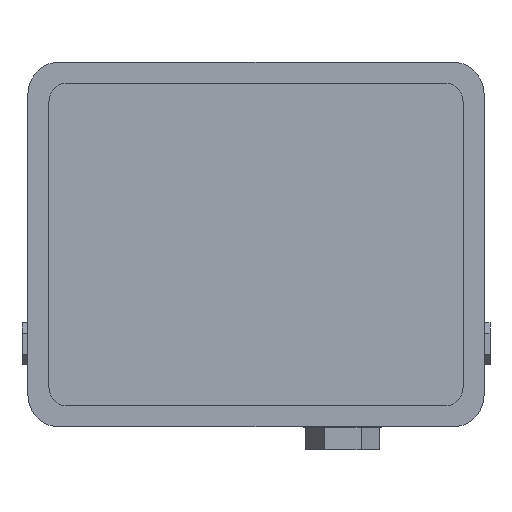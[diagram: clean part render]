
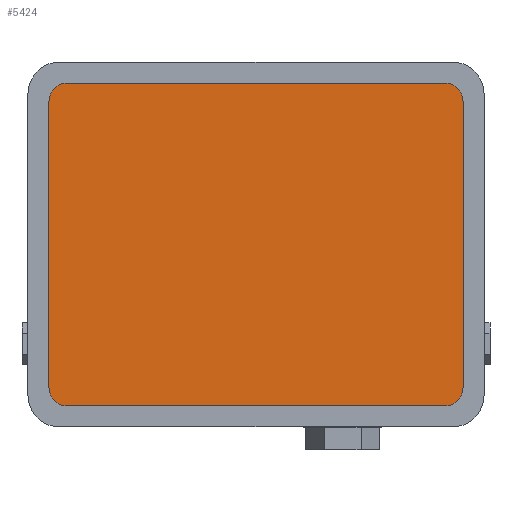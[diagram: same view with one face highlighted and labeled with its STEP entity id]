
A CAD part, top view. The second image highlights one B-rep face of the part: STEP entity #5424.
In plain terms, the highlighted planar face has unit normal (0, 0, 1).
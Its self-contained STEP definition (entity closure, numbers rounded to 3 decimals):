
#81 = EDGE_CURVE ( 'NONE', #4770, #7393, #2687, .T. ) ;
#109 = AXIS2_PLACEMENT_3D ( 'NONE', #1736, #7658, #2628 ) ;
#147 = AXIS2_PLACEMENT_3D ( 'NONE', #2035, #7120, #2704 ) ;
#253 = CARTESIAN_POINT ( 'NONE',  ( 41.4, -35.4, 1.1 ) ) ;
#292 = EDGE_CURVE ( 'NONE', #5427, #5561, #10518, .T. ) ;
#953 = EDGE_CURVE ( 'NONE', #3817, #4770, #4532, .T. ) ;
#1004 = DIRECTION ( 'NONE',  ( 0., 0., 1. ) ) ;
#1013 = LINE ( 'NONE', #6062, #4497 ) ;
#1046 = EDGE_LOOP ( 'NONE', ( #9831, #7551, #5466, #6985, #5147, #6617, #6146, #2775 ) ) ;
#1085 = CARTESIAN_POINT ( 'NONE',  ( 45.4, 31.4, 1.1 ) ) ;
#1174 = VECTOR ( 'NONE', #7785, 1000. ) ;
#1714 = CARTESIAN_POINT ( 'NONE',  ( 45.4, -31.4, 1.1 ) ) ;
#1715 = EDGE_CURVE ( 'NONE', #10086, #5427, #3480, .T. ) ;
#1724 = VECTOR ( 'NONE', #9036, 1000. ) ;
#1736 = CARTESIAN_POINT ( 'NONE',  ( 41.4, -31.4, 1.1 ) ) ;
#1780 = EDGE_CURVE ( 'NONE', #3023, #3817, #6734, .T. ) ;
#1850 = EDGE_CURVE ( 'NONE', #2680, #10086, #1013, .T. ) ;
#1866 = DIRECTION ( 'NONE',  ( 1., 0., 0. ) ) ;
#2035 = CARTESIAN_POINT ( 'NONE',  ( 41.4, 31.4, 1.1 ) ) ;
#2170 = CARTESIAN_POINT ( 'NONE',  ( 45.4, 31.4, 1.1 ) ) ;
#2415 = CIRCLE ( 'NONE', #8958, 4. ) ;
#2628 = DIRECTION ( 'NONE',  ( -1., 0., 0. ) ) ;
#2680 = VERTEX_POINT ( 'NONE', #5505 ) ;
#2687 = LINE ( 'NONE', #7667, #1174 ) ;
#2704 = DIRECTION ( 'NONE',  ( -1., 0., 0. ) ) ;
#2775 = ORIENTED_EDGE ( 'NONE', *, *, #81, .T. ) ;
#3023 = VERTEX_POINT ( 'NONE', #7114 ) ;
#3278 = CARTESIAN_POINT ( 'NONE',  ( -45.4, -31.4, 1.1 ) ) ;
#3316 = FACE_OUTER_BOUND ( 'NONE', #1046, .T. ) ;
#3480 = CIRCLE ( 'NONE', #109, 4. ) ;
#3737 = CARTESIAN_POINT ( 'NONE',  ( -41.4, 31.4, 1.1 ) ) ;
#3817 = VERTEX_POINT ( 'NONE', #5926 ) ;
#4395 = DIRECTION ( 'NONE',  ( -1., 0., 0. ) ) ;
#4497 = VECTOR ( 'NONE', #1866, 1000. ) ;
#4532 = CIRCLE ( 'NONE', #10187, 4. ) ;
#4679 = EDGE_CURVE ( 'NONE', #7393, #2680, #2415, .T. ) ;
#4770 = VERTEX_POINT ( 'NONE', #8151 ) ;
#5147 = ORIENTED_EDGE ( 'NONE', *, *, #6777, .T. ) ;
#5424 = ADVANCED_FACE ( 'NONE', ( #3316 ), #6747, .F. ) ;
#5427 = VERTEX_POINT ( 'NONE', #1714 ) ;
#5466 = ORIENTED_EDGE ( 'NONE', *, *, #1715, .T. ) ;
#5505 = CARTESIAN_POINT ( 'NONE',  ( -41.4, -35.4, 1.1 ) ) ;
#5561 = VERTEX_POINT ( 'NONE', #1085 ) ;
#5926 = CARTESIAN_POINT ( 'NONE',  ( -41.4, 35.4, 1.1 ) ) ;
#6062 = CARTESIAN_POINT ( 'NONE',  ( 41.4, -35.4, 1.1 ) ) ;
#6101 = AXIS2_PLACEMENT_3D ( 'NONE', #10115, #6698, #9303 ) ;
#6146 = ORIENTED_EDGE ( 'NONE', *, *, #953, .T. ) ;
#6617 = ORIENTED_EDGE ( 'NONE', *, *, #1780, .T. ) ;
#6683 = DIRECTION ( 'NONE',  ( -1., 0., 0. ) ) ;
#6698 = DIRECTION ( 'NONE',  ( 0., 0., -1. ) ) ;
#6734 = LINE ( 'NONE', #7683, #6803 ) ;
#6747 = PLANE ( 'NONE',  #6101 ) ;
#6777 = EDGE_CURVE ( 'NONE', #5561, #3023, #8839, .T. ) ;
#6803 = VECTOR ( 'NONE', #6683, 1000. ) ;
#6985 = ORIENTED_EDGE ( 'NONE', *, *, #292, .T. ) ;
#7114 = CARTESIAN_POINT ( 'NONE',  ( 41.4, 35.4, 1.1 ) ) ;
#7120 = DIRECTION ( 'NONE',  ( 0., 0., 1. ) ) ;
#7393 = VERTEX_POINT ( 'NONE', #3278 ) ;
#7551 = ORIENTED_EDGE ( 'NONE', *, *, #1850, .T. ) ;
#7658 = DIRECTION ( 'NONE',  ( 0., 0., 1. ) ) ;
#7667 = CARTESIAN_POINT ( 'NONE',  ( -45.4, 31.4, 1.1 ) ) ;
#7683 = CARTESIAN_POINT ( 'NONE',  ( 41.4, 35.4, 1.1 ) ) ;
#7785 = DIRECTION ( 'NONE',  ( 0., -1., 0. ) ) ;
#7798 = DIRECTION ( 'NONE',  ( 1., 0., 0. ) ) ;
#8151 = CARTESIAN_POINT ( 'NONE',  ( -45.4, 31.4, 1.1 ) ) ;
#8839 = CIRCLE ( 'NONE', #147, 4. ) ;
#8958 = AXIS2_PLACEMENT_3D ( 'NONE', #9653, #1004, #4395 ) ;
#9036 = DIRECTION ( 'NONE',  ( 0., 1., 0. ) ) ;
#9303 = DIRECTION ( 'NONE',  ( -1., 0., 0. ) ) ;
#9653 = CARTESIAN_POINT ( 'NONE',  ( -41.4, -31.4, 1.1 ) ) ;
#9831 = ORIENTED_EDGE ( 'NONE', *, *, #4679, .T. ) ;
#10086 = VERTEX_POINT ( 'NONE', #253 ) ;
#10115 = CARTESIAN_POINT ( 'NONE',  ( -41.4, -31.4, 1.1 ) ) ;
#10187 = AXIS2_PLACEMENT_3D ( 'NONE', #3737, #10428, #7798 ) ;
#10428 = DIRECTION ( 'NONE',  ( 0., 0., 1. ) ) ;
#10518 = LINE ( 'NONE', #2170, #1724 ) ;
